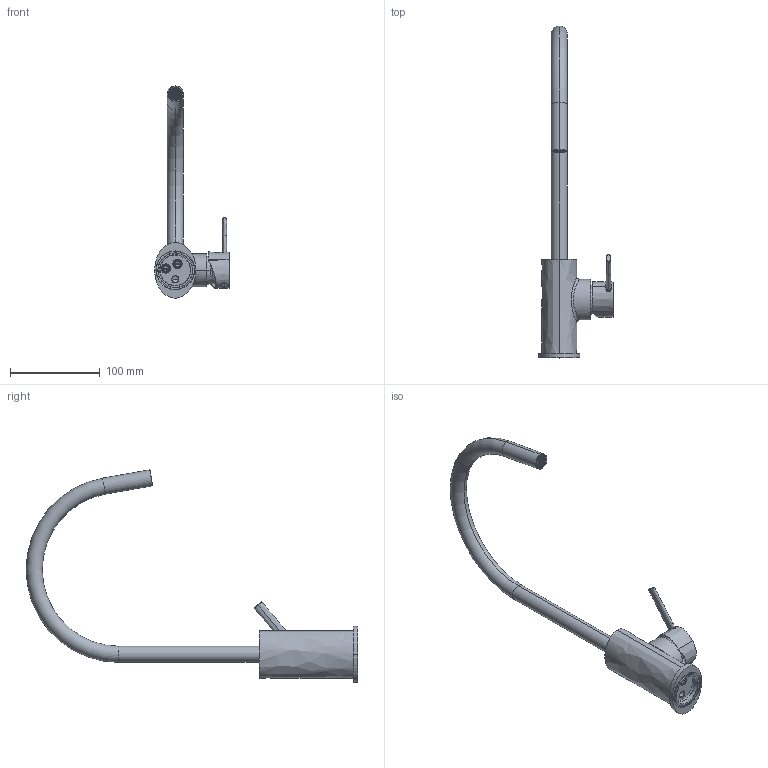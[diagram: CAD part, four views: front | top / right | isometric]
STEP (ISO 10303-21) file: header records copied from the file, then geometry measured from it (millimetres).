
FILE_DESCRIPTION((''),'2;1');
FILE_NAME('BR180CR','2021-04-13T10:07:58',('ut3'),('PAFFONI SpA'),'CREO PARAMETRIC BY PTC INC, 2020044','CREO PARAMETRIC BY PTC INC, 2020044','');
FILE_SCHEMA(('CONFIG_CONTROL_DESIGN','SHAPE_APPEARANCE_LAYERS_GROUPS'));
Length unit declared in the file: millimetre
Products named in the file (1): BR180CR
Bounding box: 83.2 x 369.42 x 236.29 mm (x, y, z)
Volume: 231062.6 mm3; surface area: 105620.6 mm2
Topology: 2 solids, 3 shells, 1384 faces, 3749 edges, 2365 vertices
Faces by surface type: plane 577, cylinder 523, cone 132, bspline 68, torus 62, sphere 14, extrusion 8
Entity records: 67549 total; most frequent: CARTESIAN_POINT 23076, ORIENTED_EDGE 7426, DIRECTION 6897, EDGE_CURVE 3713, AXIS2_PLACEMENT_3D 2516, VERTEX_POINT 2365, VECTOR 1865, LINE 1857
